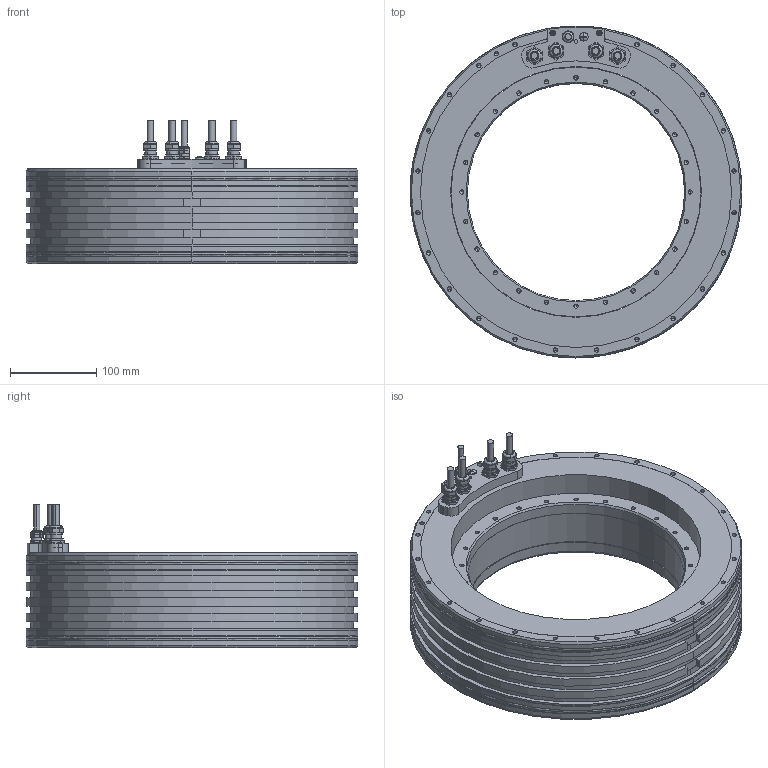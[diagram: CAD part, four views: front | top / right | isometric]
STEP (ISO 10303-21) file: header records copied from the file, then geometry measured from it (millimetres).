
FILE_DESCRIPTION((''),'2;1');
FILE_NAME('1395845-04-D01-02-A_UPDATE','2024-04-10T09:28:38',('ch5533'),(''),'CREO PARAMETRIC BY PTC INC, 2022162','CREO PARAMETRIC BY PTC INC, 2022162','');
FILE_SCHEMA(('AUTOMOTIVE_DESIGN { 1 0 10303 214 1 1 1 1 }'));
Length unit declared in the file: millimetre
Products named in the file (1): 1395845-04-D01-02-A_UPDATE
Bounding box: 385 x 385 x 166.5 mm (x, y, z)
Volume: 6403321.3 mm3; surface area: 625533.8 mm2
Topology: 4 solids, 23 shells, 1174 faces, 2768 edges, 1583 vertices
Faces by surface type: cylinder 425, plane 343, cone 336, torus 60, revolution 8, sphere 2
Entity records: 34316 total; most frequent: CARTESIAN_POINT 6461, DIRECTION 5981, ORIENTED_EDGE 5144, EDGE_CURVE 2572, AXIS2_PLACEMENT_3D 2369, VERTEX_POINT 1583, EDGE_LOOP 1353, VECTOR 1235
